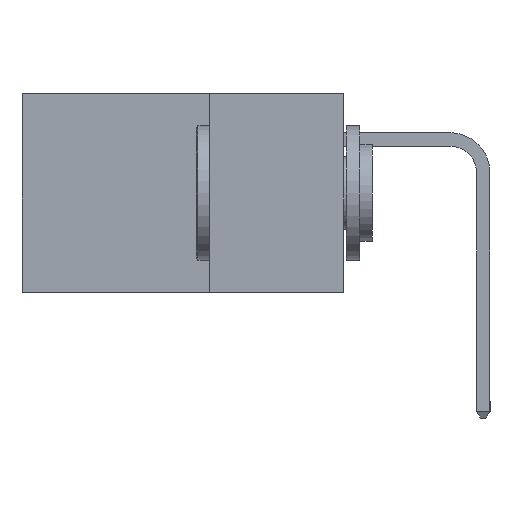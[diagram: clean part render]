
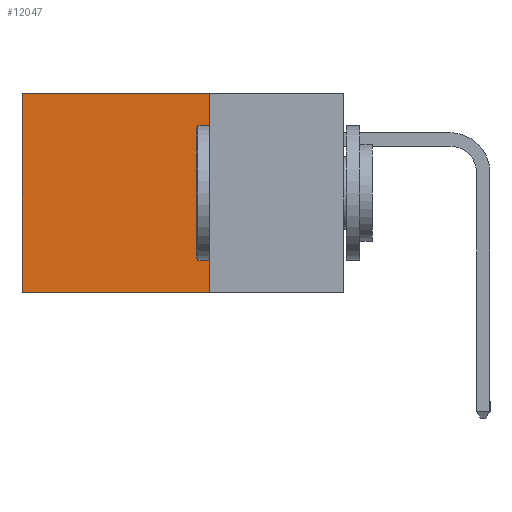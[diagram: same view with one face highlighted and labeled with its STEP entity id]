
A CAD part, left-side view. The second image highlights one B-rep face of the part: STEP entity #12047.
In plain terms, the highlighted planar face has unit normal (-1, 0, 0).
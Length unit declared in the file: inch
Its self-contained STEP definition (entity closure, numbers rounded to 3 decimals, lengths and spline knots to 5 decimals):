
#173 = ORIENTED_EDGE ( 'NONE', *, *, #12075, .T. ) ;
#1285 = VECTOR ( 'NONE', #3136, 39.37008 ) ;
#1410 = VERTEX_POINT ( 'NONE', #5642 ) ;
#2243 = CARTESIAN_POINT ( 'NONE',  ( 0.2615, 0.25, 0. ) ) ;
#2312 = LINE ( 'NONE', #4296, #10289 ) ;
#3136 = DIRECTION ( 'NONE',  ( 0., 0., -1. ) ) ;
#3571 = EDGE_CURVE ( 'NONE', #15426, #5327, #17997, .T. ) ;
#3593 = LINE ( 'NONE', #5933, #11489 ) ;
#4126 = EDGE_CURVE ( 'NONE', #1410, #18268, #3593, .T. ) ;
#4238 = PLANE ( 'NONE',  #11145 ) ;
#4296 = CARTESIAN_POINT ( 'NONE',  ( 0.2615, 0.25, 0. ) ) ;
#4828 = CARTESIAN_POINT ( 'NONE',  ( 0.2615, 0.25, -0.37 ) ) ;
#5327 = VERTEX_POINT ( 'NONE', #10389 ) ;
#5642 = CARTESIAN_POINT ( 'NONE',  ( 0.2615, 0.6, 0. ) ) ;
#5910 = DIRECTION ( 'NONE',  ( 0., 0., -1. ) ) ;
#5933 = CARTESIAN_POINT ( 'NONE',  ( 0.2615, 0.6, -0.37 ) ) ;
#6600 = FACE_OUTER_BOUND ( 'NONE', #14683, .T. ) ;
#7356 = LINE ( 'NONE', #18148, #19086 ) ;
#8998 = CARTESIAN_POINT ( 'NONE',  ( 0.2615, 0.25, -0.37 ) ) ;
#9068 = DIRECTION ( 'NONE',  ( 0., 1., 0. ) ) ;
#9356 = CARTESIAN_POINT ( 'NONE',  ( 0.2615, 0.6, -0.37 ) ) ;
#10289 = VECTOR ( 'NONE', #9068, 39.37008 ) ;
#10389 = CARTESIAN_POINT ( 'NONE',  ( 0.2615, 0.25, -0.37 ) ) ;
#10571 = DIRECTION ( 'NONE',  ( 0., 0., -1. ) ) ;
#11145 = AXIS2_PLACEMENT_3D ( 'NONE', #8998, #19653, #10571 ) ;
#11489 = VECTOR ( 'NONE', #5910, 39.37008 ) ;
#12047 = ADVANCED_FACE ( 'NONE', ( #6600 ), #4238, .F. ) ;
#12075 = EDGE_CURVE ( 'NONE', #15426, #1410, #2312, .T. ) ;
#12642 = EDGE_CURVE ( 'NONE', #5327, #18268, #7356, .T. ) ;
#14683 = EDGE_LOOP ( 'NONE', ( #16067, #18744, #14728, #173 ) ) ;
#14728 = ORIENTED_EDGE ( 'NONE', *, *, #3571, .F. ) ;
#15426 = VERTEX_POINT ( 'NONE', #2243 ) ;
#16067 = ORIENTED_EDGE ( 'NONE', *, *, #4126, .T. ) ;
#17997 = LINE ( 'NONE', #4828, #1285 ) ;
#18148 = CARTESIAN_POINT ( 'NONE',  ( 0.2615, 0.25, -0.37 ) ) ;
#18268 = VERTEX_POINT ( 'NONE', #9356 ) ;
#18744 = ORIENTED_EDGE ( 'NONE', *, *, #12642, .F. ) ;
#19086 = VECTOR ( 'NONE', #19573, 39.37008 ) ;
#19573 = DIRECTION ( 'NONE',  ( 0., 1., 0. ) ) ;
#19653 = DIRECTION ( 'NONE',  ( 1., 0., 0. ) ) ;
